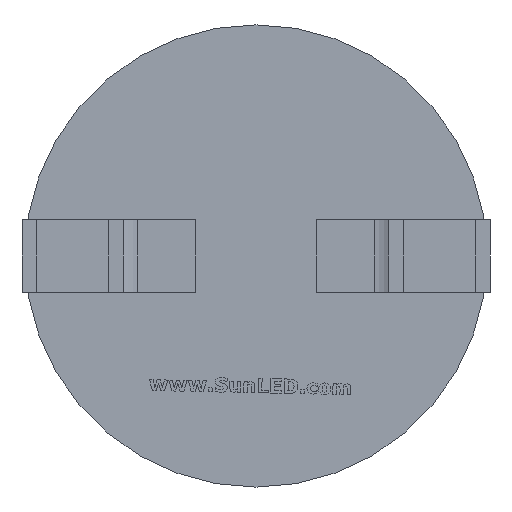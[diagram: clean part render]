
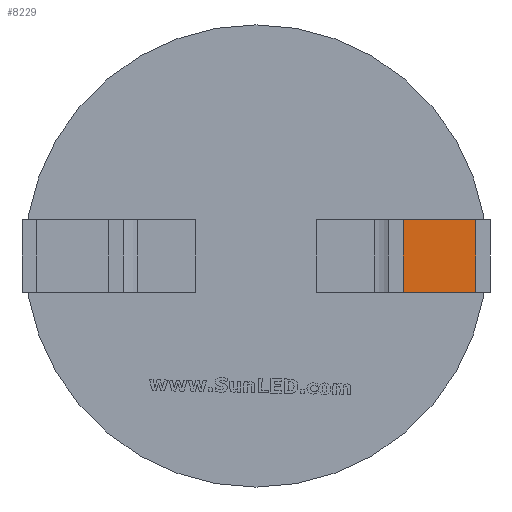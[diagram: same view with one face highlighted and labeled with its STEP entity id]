
A CAD part, front view. The second image highlights one B-rep face of the part: STEP entity #8229.
In plain terms, the highlighted planar face has unit normal (0, -1, 0).
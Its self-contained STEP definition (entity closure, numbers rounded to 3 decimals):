
#1594 = EDGE_LOOP ( 'NONE', ( #8761, #8759, #8756, #8760 ) ) ;
#1783 = EDGE_CURVE ( 'NONE', #10163, #10162, #1974, .T. ) ;
#1974 = LINE ( 'NONE', #1975, #10537 ) ;
#1975 = CARTESIAN_POINT ( 'NONE',  ( 0., -25.5, 0.25 ) ) ;
#1976 = DIRECTION ( 'NONE',  ( -1., 0., 0. ) ) ;
#2019 = LINE ( 'NONE', #2020, #8711 ) ;
#2020 = CARTESIAN_POINT ( 'NONE',  ( 0., -25.5, -0.25 ) ) ;
#2021 = DIRECTION ( 'NONE',  ( -1., 0., 0. ) ) ;
#2049 = LINE ( 'NONE', #2050, #8721 ) ;
#2050 = CARTESIAN_POINT ( 'NONE',  ( 1.02, -25.5, 0.25 ) ) ;
#2051 = DIRECTION ( 'NONE',  ( 0., 0., -1. ) ) ;
#2055 = LINE ( 'NONE', #2056, #8723 ) ;
#2056 = CARTESIAN_POINT ( 'NONE',  ( 1.52, -25.5, 0.25 ) ) ;
#2057 = DIRECTION ( 'NONE',  ( 0., 0., -1. ) ) ;
#3856 = FACE_OUTER_BOUND ( 'NONE', #1594, .T. ) ;
#3862 = AXIS2_PLACEMENT_3D ( 'NONE', #6254, #6255, #6256 ) ;
#4021 = EDGE_CURVE ( 'NONE', #10172, #10173, #2019, .T. ) ;
#4031 = EDGE_CURVE ( 'NONE', #10162, #10173, #2049, .T. ) ;
#4033 = EDGE_CURVE ( 'NONE', #10163, #10172, #2055, .T. ) ;
#6253 = PLANE ( 'NONE',  #3862 ) ;
#6254 = CARTESIAN_POINT ( 'NONE',  ( 0., -25.5, 0.25 ) ) ;
#6255 = DIRECTION ( 'NONE',  ( 0., -1., 0. ) ) ;
#6256 = DIRECTION ( 'NONE',  ( 0., 0., -1. ) ) ;
#8229 = ADVANCED_FACE ( 'NONE', ( #3856 ), #6253, .T. ) ;
#8711 = VECTOR ( 'NONE', #2021, 1000. ) ;
#8721 = VECTOR ( 'NONE', #2051, 1000. ) ;
#8723 = VECTOR ( 'NONE', #2057, 1000. ) ;
#8756 = ORIENTED_EDGE ( 'NONE', *, *, #1783, .T. ) ;
#8759 = ORIENTED_EDGE ( 'NONE', *, *, #4033, .F. ) ;
#8760 = ORIENTED_EDGE ( 'NONE', *, *, #4031, .T. ) ;
#8761 = ORIENTED_EDGE ( 'NONE', *, *, #4021, .F. ) ;
#10162 = VERTEX_POINT ( 'NONE', #12211 ) ;
#10163 = VERTEX_POINT ( 'NONE', #12212 ) ;
#10172 = VERTEX_POINT ( 'NONE', #12221 ) ;
#10173 = VERTEX_POINT ( 'NONE', #12222 ) ;
#10537 = VECTOR ( 'NONE', #1976, 1000. ) ;
#12211 = CARTESIAN_POINT ( 'NONE',  ( 1.02, -25.5, 0.25 ) ) ;
#12212 = CARTESIAN_POINT ( 'NONE',  ( 1.52, -25.5, 0.25 ) ) ;
#12221 = CARTESIAN_POINT ( 'NONE',  ( 1.52, -25.5, -0.25 ) ) ;
#12222 = CARTESIAN_POINT ( 'NONE',  ( 1.02, -25.5, -0.25 ) ) ;
